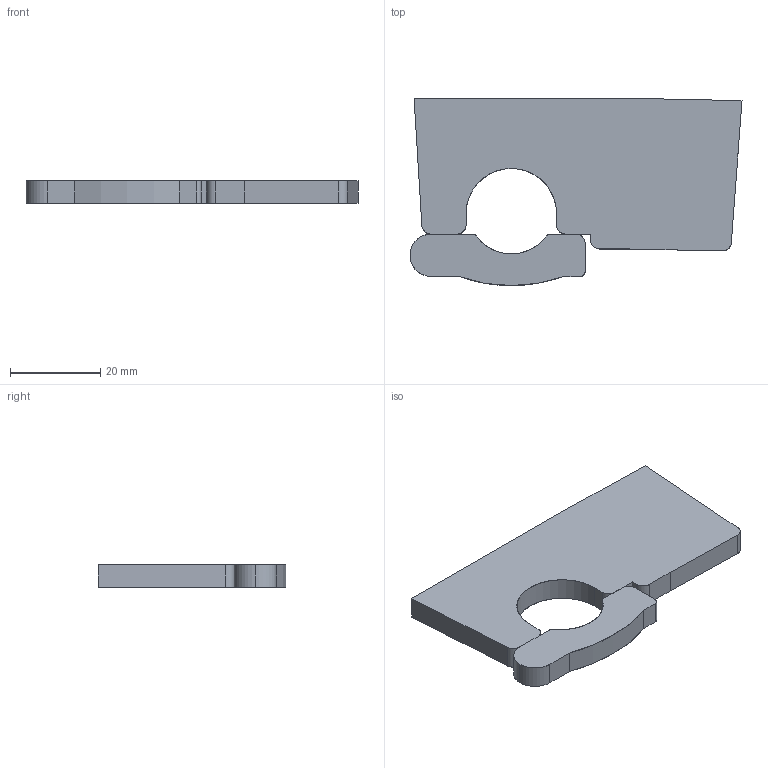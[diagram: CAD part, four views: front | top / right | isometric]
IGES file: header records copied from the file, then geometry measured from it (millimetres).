
Start section: SolidWorks IGES file using analytic representation for surfaces
Global section: file name: C-441-P.IGS,15; native system: HSolidWorks 2014; preprocessor: SolidWorks 2014; author: 1337yo; date: 171205.151903; units: millimetre
Bounding box: 73.4 x 41.4 x 5 mm (x, y, z)
Surface area: 6190.1 mm2 (no closed solid volume)
Topology: 0 solids, 0 shells, 34 faces, 392 edges, 392 vertices
Faces by surface type: bspline 20, revolution 14
